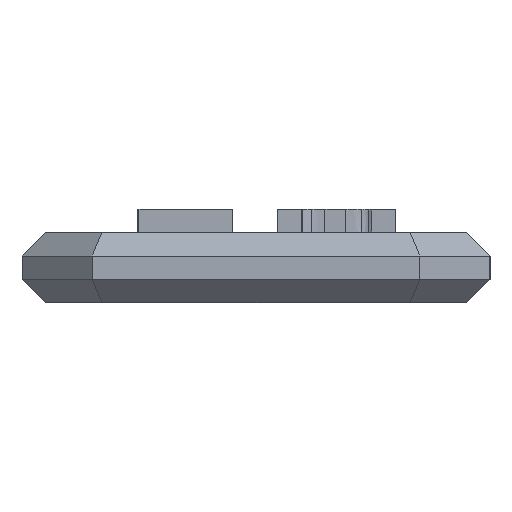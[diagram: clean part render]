
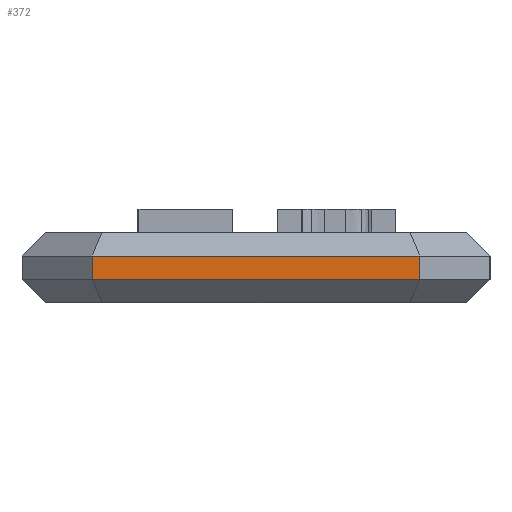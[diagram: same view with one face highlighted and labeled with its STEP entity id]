
A CAD part, left-side view. The second image highlights one B-rep face of the part: STEP entity #372.
In plain terms, the highlighted planar face has unit normal (-1, 0, 0).
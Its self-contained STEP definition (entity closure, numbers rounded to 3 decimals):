
#372=ADVANCED_FACE('',(#2624),#2626,.T.);
#2624=FACE_BOUND('',#2625,.T.);
#2625=EDGE_LOOP('',(#5686,#5687,#5688,#5689));
#2626=PLANE('',#2627);
#2627=AXIS2_PLACEMENT_3D('',#2628,#2629,#2630);
#2628=CARTESIAN_POINT('',(-30.,10.,0.));
#2629=DIRECTION('',(-1.,0.,0.));
#2630=DIRECTION('',(0.,-1.,0.));
#5686=ORIENTED_EDGE('',*,*,#7074,.T.);
#5687=ORIENTED_EDGE('',*,*,#7710,.T.);
#5688=ORIENTED_EDGE('',*,*,#7099,.F.);
#5689=ORIENTED_EDGE('',*,*,#7711,.F.);
#7074=EDGE_CURVE('',#8658,#8659,#8660,.T.);
#7099=EDGE_CURVE('',#8693,#8696,#8697,.T.);
#7710=EDGE_CURVE('',#8659,#8696,#9612,.T.);
#7711=EDGE_CURVE('',#8658,#8693,#9613,.T.);
#8658=VERTEX_POINT('',#11404);
#8659=VERTEX_POINT('',#11405);
#8660=LINE('',#11406,#11407);
#8693=VERTEX_POINT('',#11485);
#8696=VERTEX_POINT('',#11492);
#8697=LINE('',#11493,#11494);
#9612=LINE('',#13630,#13631);
#9613=LINE('',#13633,#13634);
#11404=CARTESIAN_POINT('',(-30.,7.,1.));
#11405=CARTESIAN_POINT('',(-30.,-7.,1.));
#11406=CARTESIAN_POINT('',(-30.,7.,1.));
#11407=VECTOR('',#11408,1.);
#11408=DIRECTION('',(0.,-1.,0.));
#11485=CARTESIAN_POINT('',(-30.,7.,2.));
#11492=CARTESIAN_POINT('',(-30.,-7.,2.));
#11493=CARTESIAN_POINT('',(-30.,7.,2.));
#11494=VECTOR('',#11495,1.);
#11495=DIRECTION('',(0.,-1.,0.));
#13630=CARTESIAN_POINT('',(-30.,-7.,1.));
#13631=VECTOR('',#13632,1.);
#13632=DIRECTION('',(0.,0.,1.));
#13633=CARTESIAN_POINT('',(-30.,7.,1.));
#13634=VECTOR('',#13635,1.);
#13635=DIRECTION('',(0.,0.,1.));
